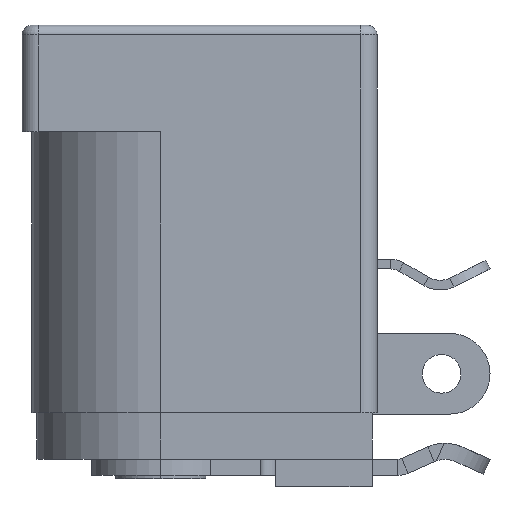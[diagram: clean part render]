
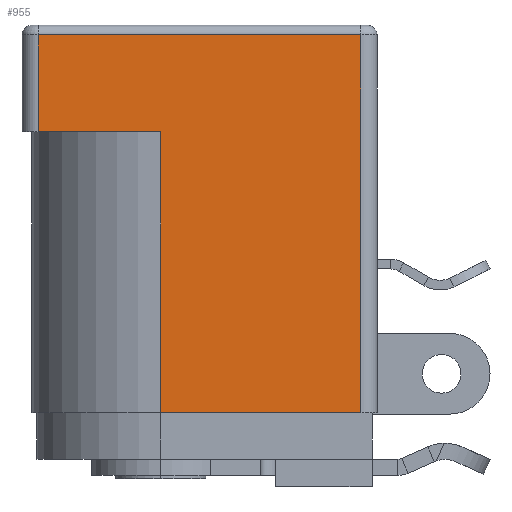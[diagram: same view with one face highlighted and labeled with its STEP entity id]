
A CAD part, left-side view. The second image highlights one B-rep face of the part: STEP entity #955.
In plain terms, the highlighted planar face has unit normal (-1, 0, 0).
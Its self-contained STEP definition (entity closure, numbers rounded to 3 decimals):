
#43 = VERTEX_POINT ( 'NONE', #254 ) ;
#73 = CARTESIAN_POINT ( 'NONE',  ( -4.5, 6.7, 17.124 ) ) ;
#76 = CARTESIAN_POINT ( 'NONE',  ( -4.5, 6.7, 3.85 ) ) ;
#83 = EDGE_CURVE ( 'NONE', #43, #577, #1768, .T. ) ;
#141 = DIRECTION ( 'NONE',  ( 0., 0., 1. ) ) ;
#254 = CARTESIAN_POINT ( 'NONE',  ( -4.5, 10.5, 3.85 ) ) ;
#302 = VERTEX_POINT ( 'NONE', #1436 ) ;
#332 = CARTESIAN_POINT ( 'NONE',  ( -4.5, 10.5, -4.85 ) ) ;
#401 = ORIENTED_EDGE ( 'NONE', *, *, #943, .T. ) ;
#552 = VECTOR ( 'NONE', #1148, 1000. ) ;
#577 = VERTEX_POINT ( 'NONE', #76 ) ;
#825 = EDGE_CURVE ( 'NONE', #1084, #2708, #2996, .T. ) ;
#848 = VECTOR ( 'NONE', #141, 1000. ) ;
#857 = VECTOR ( 'NONE', #2665, 1000. ) ;
#943 = EDGE_CURVE ( 'NONE', #2708, #43, #3649, .T. ) ;
#955 = ADVANCED_FACE ( 'NONE', ( #2207 ), #4222, .F. ) ;
#970 = LINE ( 'NONE', #4798, #848 ) ;
#981 = AXIS2_PLACEMENT_3D ( 'NONE', #4259, #1117, #3790 ) ;
#1084 = VERTEX_POINT ( 'NONE', #4287 ) ;
#1117 = DIRECTION ( 'NONE',  ( 1., 0., 0. ) ) ;
#1148 = DIRECTION ( 'NONE',  ( 0., 0., -1. ) ) ;
#1429 = CARTESIAN_POINT ( 'NONE',  ( -4.5, 6.7, -4.85 ) ) ;
#1436 = CARTESIAN_POINT ( 'NONE',  ( -4.5, 0.5, -4.85 ) ) ;
#1562 = DIRECTION ( 'NONE',  ( 0., -1., 0. ) ) ;
#1605 = ORIENTED_EDGE ( 'NONE', *, *, #2700, .T. ) ;
#1634 = EDGE_LOOP ( 'NONE', ( #1605, #3381, #401, #1663, #2828, #4831 ) ) ;
#1663 = ORIENTED_EDGE ( 'NONE', *, *, #83, .T. ) ;
#1768 = LINE ( 'NONE', #2648, #857 ) ;
#1896 = VERTEX_POINT ( 'NONE', #1429 ) ;
#2025 = EDGE_CURVE ( 'NONE', #577, #1896, #2862, .T. ) ;
#2080 = CARTESIAN_POINT ( 'NONE',  ( -4.5, 10.5, 6.85 ) ) ;
#2207 = FACE_OUTER_BOUND ( 'NONE', #1634, .T. ) ;
#2302 = CARTESIAN_POINT ( 'NONE',  ( -4.5, 11., -4.85 ) ) ;
#2648 = CARTESIAN_POINT ( 'NONE',  ( -4.5, 6.7, 3.85 ) ) ;
#2665 = DIRECTION ( 'NONE',  ( 0., -1., 0. ) ) ;
#2700 = EDGE_CURVE ( 'NONE', #302, #1084, #970, .T. ) ;
#2708 = VERTEX_POINT ( 'NONE', #2080 ) ;
#2828 = ORIENTED_EDGE ( 'NONE', *, *, #2025, .T. ) ;
#2862 = LINE ( 'NONE', #73, #552 ) ;
#2996 = LINE ( 'NONE', #3021, #4802 ) ;
#3021 = CARTESIAN_POINT ( 'NONE',  ( -4.5, 11., 6.85 ) ) ;
#3167 = VECTOR ( 'NONE', #1562, 1000. ) ;
#3381 = ORIENTED_EDGE ( 'NONE', *, *, #825, .T. ) ;
#3649 = LINE ( 'NONE', #332, #5000 ) ;
#3652 = EDGE_CURVE ( 'NONE', #1896, #302, #4365, .T. ) ;
#3785 = DIRECTION ( 'NONE',  ( 0., 1., 0. ) ) ;
#3790 = DIRECTION ( 'NONE',  ( 0., 0., -1. ) ) ;
#4222 = PLANE ( 'NONE',  #981 ) ;
#4259 = CARTESIAN_POINT ( 'NONE',  ( -4.5, 11., -4.85 ) ) ;
#4287 = CARTESIAN_POINT ( 'NONE',  ( -4.5, 0.5, 6.85 ) ) ;
#4365 = LINE ( 'NONE', #2302, #3167 ) ;
#4798 = CARTESIAN_POINT ( 'NONE',  ( -4.5, 0.5, 7.15 ) ) ;
#4802 = VECTOR ( 'NONE', #3785, 1000. ) ;
#4831 = ORIENTED_EDGE ( 'NONE', *, *, #3652, .T. ) ;
#4975 = DIRECTION ( 'NONE',  ( 0., 0., -1. ) ) ;
#5000 = VECTOR ( 'NONE', #4975, 1000. ) ;
